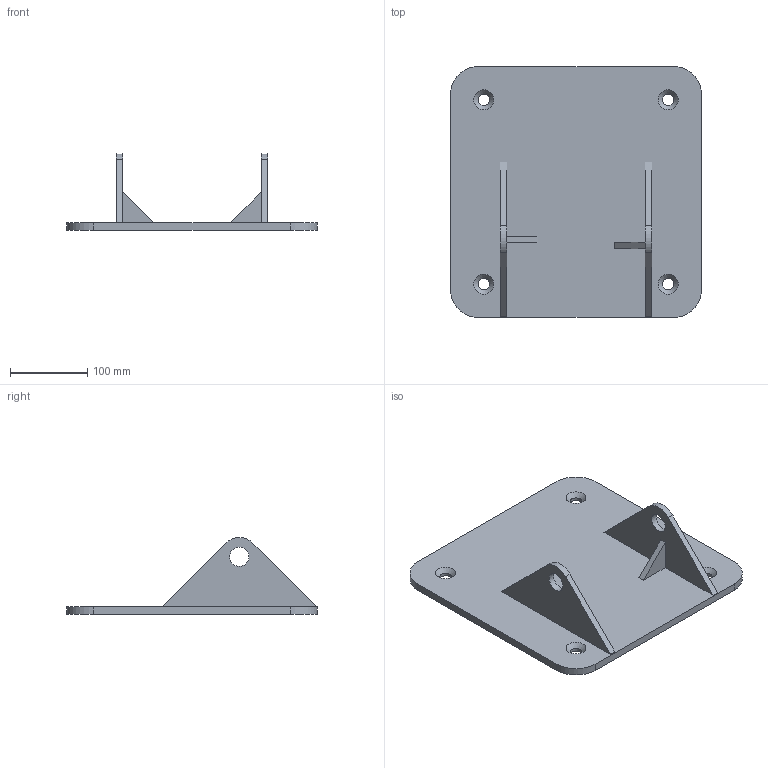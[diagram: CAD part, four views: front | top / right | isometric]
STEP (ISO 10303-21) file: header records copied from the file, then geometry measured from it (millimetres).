
FILE_DESCRIPTION(/* description */ (''),/* implementation_level */ '2;1');
FILE_NAME(/* name */ 'plaque_3.step',/* time_stamp */ '2020-02-28T13:04:47+01:00',/* author */ (''),/* organization */ (''),/* preprocessor_version */ 'ST-DEVELOPER v18',/* originating_system */ 'Autodesk Translation Framework v8.12.0.6',/* authorisation */ '');
FILE_SCHEMA (('AUTOMOTIVE_DESIGN { 1 0 10303 214 3 1 1 }'));
Length unit declared in the file: millimetre
Products named in the file (1): (Unsaved)
Bounding box: 325 x 325 x 99.61 mm (x, y, z)
Volume: 1198048 mm3; surface area: 264395.6 mm2
Topology: 1 solids, 1 shells, 36 faces, 97 edges, 65 vertices
Faces by surface type: plane 20, cylinder 12, cone 4
Full cylindrical faces by diameter (mm): 15 x4, 25 x2
Entity records: 1199 total; most frequent: DIRECTION 204, CARTESIAN_POINT 199, ORIENTED_EDGE 194, EDGE_CURVE 97, AXIS2_PLACEMENT_3D 70, VERTEX_POINT 65, LINE 64, VECTOR 64
